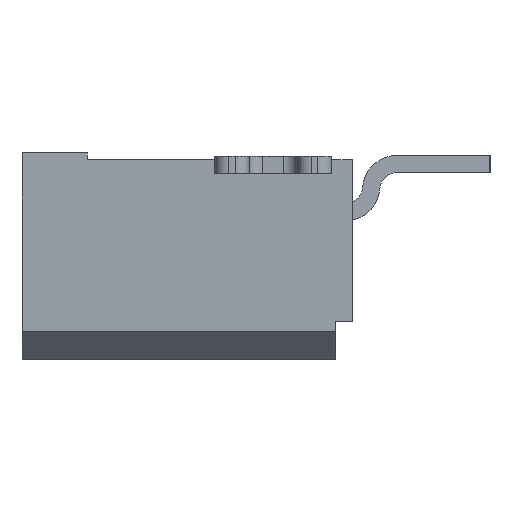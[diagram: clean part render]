
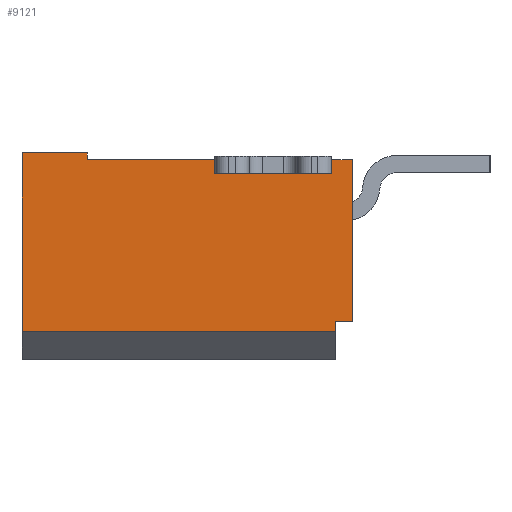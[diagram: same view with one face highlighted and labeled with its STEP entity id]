
A CAD part, left-side view. The second image highlights one B-rep face of the part: STEP entity #9121.
In plain terms, the highlighted planar face has unit normal (-1, 0, 0).
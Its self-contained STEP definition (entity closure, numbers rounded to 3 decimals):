
#49 = EDGE_CURVE ( 'NONE', #12273, #16070, #12626, .T. ) ;
#329 = CARTESIAN_POINT ( 'NONE',  ( -16.9, -0.95, 0. ) ) ;
#1458 = DIRECTION ( 'NONE',  ( 0., -1., 0. ) ) ;
#1731 = DIRECTION ( 'NONE',  ( 0., 1., 0. ) ) ;
#1864 = CARTESIAN_POINT ( 'NONE',  ( -16.9, -4.8, -0.1 ) ) ;
#1874 = DIRECTION ( 'NONE',  ( 0., 1., 0. ) ) ;
#2250 = DIRECTION ( 'NONE',  ( 0., 0., 1. ) ) ;
#2252 = PLANE ( 'NONE',  #9827 ) ;
#2382 = EDGE_CURVE ( 'NONE', #29366, #12047, #5055, .T. ) ;
#2484 = VECTOR ( 'NONE', #1458, 1000. ) ;
#2546 = DIRECTION ( 'NONE',  ( 0., 1., 0. ) ) ;
#2558 = VECTOR ( 'NONE', #21892, 1000. ) ;
#3111 = LINE ( 'NONE', #19712, #23990 ) ;
#3188 = ORIENTED_EDGE ( 'NONE', *, *, #22489, .T. ) ;
#3825 = EDGE_CURVE ( 'NONE', #9480, #17999, #5028, .T. ) ;
#4104 = LINE ( 'NONE', #22371, #17429 ) ;
#4621 = CARTESIAN_POINT ( 'NONE',  ( -16.9, -2.4, -1.3 ) ) ;
#5028 = LINE ( 'NONE', #14166, #25420 ) ;
#5055 = LINE ( 'NONE', #16443, #8171 ) ;
#5328 = ORIENTED_EDGE ( 'NONE', *, *, #23139, .T. ) ;
#5916 = ORIENTED_EDGE ( 'NONE', *, *, #24731, .T. ) ;
#5929 = VECTOR ( 'NONE', #14978, 1000. ) ;
#6098 = EDGE_CURVE ( 'NONE', #13501, #17999, #6300, .T. ) ;
#6183 = ORIENTED_EDGE ( 'NONE', *, *, #20158, .F. ) ;
#6205 = ORIENTED_EDGE ( 'NONE', *, *, #6098, .F. ) ;
#6300 = LINE ( 'NONE', #12214, #2558 ) ;
#7008 = DIRECTION ( 'NONE',  ( 1., 0., 0. ) ) ;
#7817 = CARTESIAN_POINT ( 'NONE',  ( -16.9, -4.55, -2.45 ) ) ;
#8110 = DIRECTION ( 'NONE',  ( 0., 0., 1. ) ) ;
#8171 = VECTOR ( 'NONE', #2250, 1000. ) ;
#8701 = CARTESIAN_POINT ( 'NONE',  ( -16.9, -4.8, -2.45 ) ) ;
#9121 = ADVANCED_FACE ( 'NONE', ( #27193 ), #2252, .F. ) ;
#9189 = VECTOR ( 'NONE', #12774, 1000. ) ;
#9262 = LINE ( 'NONE', #329, #19244 ) ;
#9480 = VERTEX_POINT ( 'NONE', #12829 ) ;
#9827 = AXIS2_PLACEMENT_3D ( 'NONE', #4621, #7008, #25386 ) ;
#10717 = LINE ( 'NONE', #15223, #13515 ) ;
#10809 = LINE ( 'NONE', #17111, #27213 ) ;
#10845 = EDGE_CURVE ( 'NONE', #29366, #16070, #19556, .T. ) ;
#11484 = ORIENTED_EDGE ( 'NONE', *, *, #3825, .T. ) ;
#11499 = EDGE_CURVE ( 'NONE', #11976, #12047, #9262, .T. ) ;
#11810 = CARTESIAN_POINT ( 'NONE',  ( -16.9, -0.95, -0.1 ) ) ;
#11829 = ORIENTED_EDGE ( 'NONE', *, *, #11499, .T. ) ;
#11976 = VERTEX_POINT ( 'NONE', #21505 ) ;
#12047 = VERTEX_POINT ( 'NONE', #21649 ) ;
#12214 = CARTESIAN_POINT ( 'NONE',  ( -16.9, -0.95, -0.1 ) ) ;
#12273 = VERTEX_POINT ( 'NONE', #7817 ) ;
#12626 = LINE ( 'NONE', #21906, #9189 ) ;
#12774 = DIRECTION ( 'NONE',  ( 0., 0., -1. ) ) ;
#12829 = CARTESIAN_POINT ( 'NONE',  ( -16.9, -2.8, -0.3 ) ) ;
#12878 = VERTEX_POINT ( 'NONE', #8701 ) ;
#13250 = EDGE_CURVE ( 'NONE', #18541, #12878, #26320, .T. ) ;
#13501 = VERTEX_POINT ( 'NONE', #11810 ) ;
#13515 = VECTOR ( 'NONE', #26853, 1000. ) ;
#14166 = CARTESIAN_POINT ( 'NONE',  ( -16.9, -2.8, -0.3 ) ) ;
#14978 = DIRECTION ( 'NONE',  ( 0., 0., -1. ) ) ;
#15184 = LINE ( 'NONE', #1864, #19733 ) ;
#15223 = CARTESIAN_POINT ( 'NONE',  ( -16.9, -4.55, -2.45 ) ) ;
#15615 = CARTESIAN_POINT ( 'NONE',  ( -16.9, -4.5, -0.3 ) ) ;
#15820 = CARTESIAN_POINT ( 'NONE',  ( -16.9, -4.55, -2.6 ) ) ;
#16070 = VERTEX_POINT ( 'NONE', #15820 ) ;
#16443 = CARTESIAN_POINT ( 'NONE',  ( -16.9, 0., -2.6 ) ) ;
#17111 = CARTESIAN_POINT ( 'NONE',  ( -16.9, -4.5, -0.3 ) ) ;
#17429 = VECTOR ( 'NONE', #1874, 1000. ) ;
#17999 = VERTEX_POINT ( 'NONE', #18865 ) ;
#18095 = ORIENTED_EDGE ( 'NONE', *, *, #2382, .F. ) ;
#18237 = DIRECTION ( 'NONE',  ( 0., 0., 1. ) ) ;
#18280 = CARTESIAN_POINT ( 'NONE',  ( -16.9, 0., -2.6 ) ) ;
#18541 = VERTEX_POINT ( 'NONE', #25168 ) ;
#18865 = CARTESIAN_POINT ( 'NONE',  ( -16.9, -2.8, -0.1 ) ) ;
#19244 = VECTOR ( 'NONE', #2546, 1000. ) ;
#19556 = LINE ( 'NONE', #24193, #2484 ) ;
#19712 = CARTESIAN_POINT ( 'NONE',  ( -16.9, -0.95, -0.1 ) ) ;
#19733 = VECTOR ( 'NONE', #1731, 1000. ) ;
#20158 = EDGE_CURVE ( 'NONE', #27886, #26567, #10809, .T. ) ;
#21505 = CARTESIAN_POINT ( 'NONE',  ( -16.9, -0.95, 0. ) ) ;
#21649 = CARTESIAN_POINT ( 'NONE',  ( -16.9, 0., 0. ) ) ;
#21865 = CARTESIAN_POINT ( 'NONE',  ( -16.9, -4.8, -0.1 ) ) ;
#21892 = DIRECTION ( 'NONE',  ( 0., -1., 0. ) ) ;
#21906 = CARTESIAN_POINT ( 'NONE',  ( -16.9, -4.55, -2.45 ) ) ;
#22070 = EDGE_CURVE ( 'NONE', #13501, #11976, #3111, .T. ) ;
#22371 = CARTESIAN_POINT ( 'NONE',  ( -16.9, -4.5, -0.3 ) ) ;
#22489 = EDGE_CURVE ( 'NONE', #18541, #26567, #15184, .T. ) ;
#23139 = EDGE_CURVE ( 'NONE', #12273, #12878, #10717, .T. ) ;
#23628 = ORIENTED_EDGE ( 'NONE', *, *, #10845, .T. ) ;
#23990 = VECTOR ( 'NONE', #28792, 1000. ) ;
#24193 = CARTESIAN_POINT ( 'NONE',  ( -16.9, 0., -2.6 ) ) ;
#24456 = ORIENTED_EDGE ( 'NONE', *, *, #22070, .T. ) ;
#24731 = EDGE_CURVE ( 'NONE', #27886, #9480, #4104, .T. ) ;
#25168 = CARTESIAN_POINT ( 'NONE',  ( -16.9, -4.8, -0.1 ) ) ;
#25386 = DIRECTION ( 'NONE',  ( 0., 1., 0. ) ) ;
#25398 = ORIENTED_EDGE ( 'NONE', *, *, #13250, .F. ) ;
#25420 = VECTOR ( 'NONE', #18237, 1000. ) ;
#26320 = LINE ( 'NONE', #21865, #5929 ) ;
#26567 = VERTEX_POINT ( 'NONE', #26753 ) ;
#26753 = CARTESIAN_POINT ( 'NONE',  ( -16.9, -4.5, -0.1 ) ) ;
#26853 = DIRECTION ( 'NONE',  ( 0., -1., 0. ) ) ;
#27193 = FACE_OUTER_BOUND ( 'NONE', #29442, .T. ) ;
#27213 = VECTOR ( 'NONE', #8110, 1000. ) ;
#27886 = VERTEX_POINT ( 'NONE', #15615 ) ;
#28792 = DIRECTION ( 'NONE',  ( 0., 0., 1. ) ) ;
#29072 = ORIENTED_EDGE ( 'NONE', *, *, #49, .F. ) ;
#29366 = VERTEX_POINT ( 'NONE', #18280 ) ;
#29442 = EDGE_LOOP ( 'NONE', ( #24456, #11829, #18095, #23628, #29072, #5328, #25398, #3188, #6183, #5916, #11484, #6205 ) ) ;
